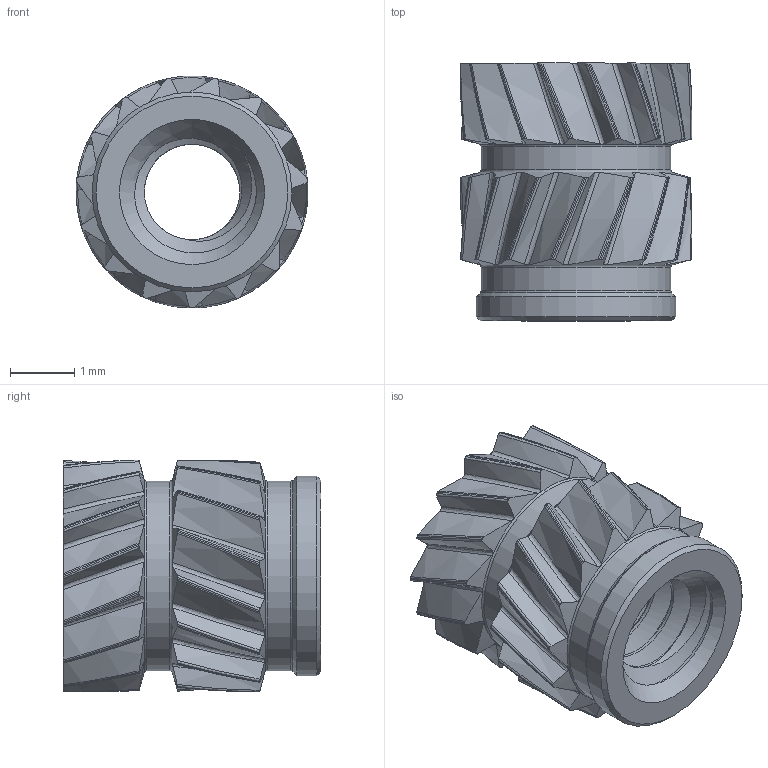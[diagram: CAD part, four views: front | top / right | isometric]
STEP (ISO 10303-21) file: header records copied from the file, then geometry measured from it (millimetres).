
FILE_DESCRIPTION(/* description */ ('STEP AP203'),/* implementation_level */ '2;1');
FILE_NAME(/* name */ '94459A120_M2-4mm-Heat-Set Inserts for Plastic.step',/* time_stamp */ '2026-02-26T02:33:02-05:00',/* author */ (''),/* organization */ (''),/* preprocessor_version */ 'ST-DEVELOPER v20.1',/* originating_system */ 'Autodesk Translation Framework v14.24.0.0',/* authorisation */ '');
FILE_SCHEMA (('AUTOMOTIVE_DESIGN { 1 0 10303 214 3 1 1 }'));
Length unit declared in the file: millimetre
Products named in the file (1): 2026-02-26-06-37-37-072
Bounding box: 3.6 x 4 x 3.6 mm (x, y, z)
Volume: 21.5 mm3; surface area: 100.8 mm2
Topology: 1 solids, 1 shells, 218 faces, 646 edges, 430 vertices
Faces by surface type: bspline 152, cylinder 52, cone 8, torus 4, plane 2
Full cylindrical faces by diameter (mm): 1.48 x6, 2 x9, 2.945 x2, 3.1 x1
Entity records: 18279 total; most frequent: CARTESIAN_POINT 13537, ORIENTED_EDGE 1292, DIRECTION 676, EDGE_CURVE 646, VERTEX_POINT 430, AXIS2_PLACEMENT_3D 309, B_SPLINE_CURVE_WITH_KNOTS 270, EDGE_LOOP 220
